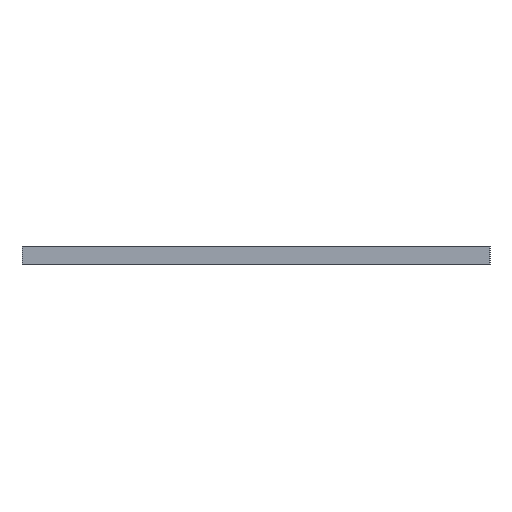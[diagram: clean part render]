
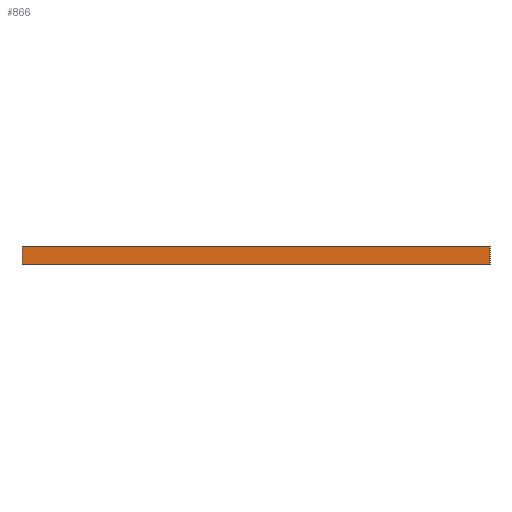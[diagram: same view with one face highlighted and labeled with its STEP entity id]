
A CAD part, left-side view. The second image highlights one B-rep face of the part: STEP entity #866.
In plain terms, the highlighted planar face has unit normal (-1, 0, 0).
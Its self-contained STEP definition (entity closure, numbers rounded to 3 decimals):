
#39 = VECTOR ( 'NONE', #395, 1000. ) ;
#85 = PLANE ( 'NONE',  #800 ) ;
#92 = CARTESIAN_POINT ( 'NONE',  ( -65., -65., 0. ) ) ;
#99 = VECTOR ( 'NONE', #806, 1000. ) ;
#105 = DIRECTION ( 'NONE',  ( 0., 0., -1. ) ) ;
#148 = ORIENTED_EDGE ( 'NONE', *, *, #629, .F. ) ;
#172 = VERTEX_POINT ( 'NONE', #537 ) ;
#184 = LINE ( 'NONE', #963, #99 ) ;
#227 = LINE ( 'NONE', #375, #240 ) ;
#235 = ORIENTED_EDGE ( 'NONE', *, *, #570, .T. ) ;
#240 = VECTOR ( 'NONE', #386, 1000. ) ;
#274 = EDGE_LOOP ( 'NONE', ( #235, #148, #632, #493 ) ) ;
#337 = CARTESIAN_POINT ( 'NONE',  ( -65., -65., 5. ) ) ;
#349 = VERTEX_POINT ( 'NONE', #763 ) ;
#371 = EDGE_CURVE ( 'NONE', #172, #349, #227, .T. ) ;
#375 = CARTESIAN_POINT ( 'NONE',  ( -65., 65., 5. ) ) ;
#386 = DIRECTION ( 'NONE',  ( 0., 0., -1. ) ) ;
#395 = DIRECTION ( 'NONE',  ( 0., -1., 0. ) ) ;
#411 = DIRECTION ( 'NONE',  ( 0., 0., -1. ) ) ;
#493 = ORIENTED_EDGE ( 'NONE', *, *, #371, .T. ) ;
#537 = CARTESIAN_POINT ( 'NONE',  ( -65., 65., 5. ) ) ;
#570 = EDGE_CURVE ( 'NONE', #349, #856, #184, .T. ) ;
#587 = CARTESIAN_POINT ( 'NONE',  ( -65., -65., 5. ) ) ;
#629 = EDGE_CURVE ( 'NONE', #810, #856, #959, .T. ) ;
#632 = ORIENTED_EDGE ( 'NONE', *, *, #804, .F. ) ;
#635 = DIRECTION ( 'NONE',  ( 1., 0., 0. ) ) ;
#655 = CARTESIAN_POINT ( 'NONE',  ( -65., -65., 5. ) ) ;
#702 = LINE ( 'NONE', #1012, #39 ) ;
#714 = VECTOR ( 'NONE', #105, 1000. ) ;
#763 = CARTESIAN_POINT ( 'NONE',  ( -65., 65., 0. ) ) ;
#792 = FACE_OUTER_BOUND ( 'NONE', #274, .T. ) ;
#800 = AXIS2_PLACEMENT_3D ( 'NONE', #337, #635, #411 ) ;
#804 = EDGE_CURVE ( 'NONE', #172, #810, #702, .T. ) ;
#806 = DIRECTION ( 'NONE',  ( 0., -1., 0. ) ) ;
#810 = VERTEX_POINT ( 'NONE', #655 ) ;
#856 = VERTEX_POINT ( 'NONE', #92 ) ;
#866 = ADVANCED_FACE ( 'NONE', ( #792 ), #85, .F. ) ;
#959 = LINE ( 'NONE', #587, #714 ) ;
#963 = CARTESIAN_POINT ( 'NONE',  ( -65., -65., 0. ) ) ;
#1012 = CARTESIAN_POINT ( 'NONE',  ( -65., -65., 5. ) ) ;
